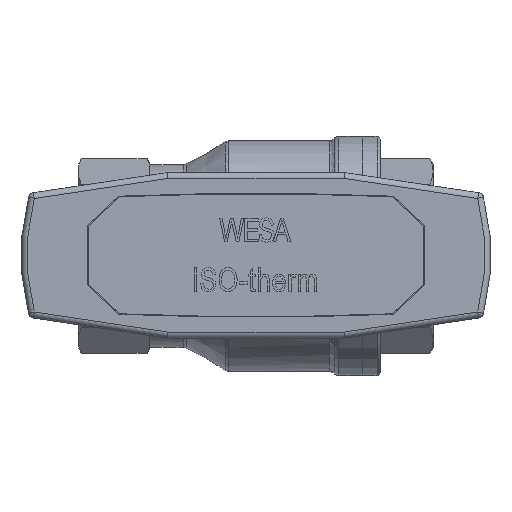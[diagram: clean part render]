
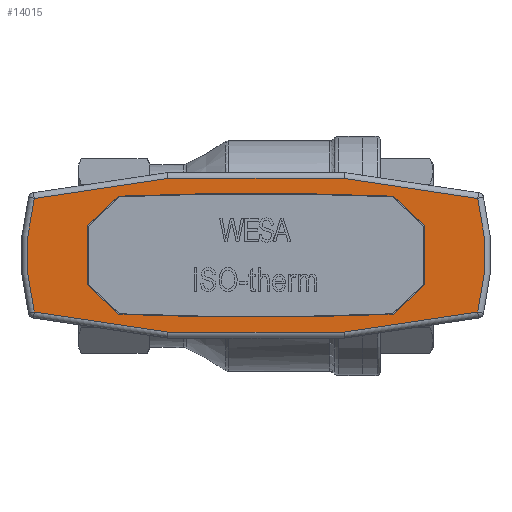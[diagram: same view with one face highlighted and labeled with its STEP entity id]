
A CAD part, top view. The second image highlights one B-rep face of the part: STEP entity #14015.
In plain terms, the highlighted planar face has unit normal (0, 0, 1).
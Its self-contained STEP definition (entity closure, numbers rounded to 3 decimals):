
#429=CIRCLE('',#16489,38.75);
#431=CIRCLE('',#16492,38.75);
#432=CIRCLE('',#16493,538.206);
#433=CIRCLE('',#16494,538.206);
#3638=ORIENTED_EDGE('',*,*,#6227,.F.);
#3639=ORIENTED_EDGE('',*,*,#6228,.F.);
#3640=ORIENTED_EDGE('',*,*,#6229,.T.);
#3641=ORIENTED_EDGE('',*,*,#6230,.T.);
#3642=ORIENTED_EDGE('',*,*,#6156,.T.);
#3643=ORIENTED_EDGE('',*,*,#6231,.T.);
#3644=ORIENTED_EDGE('',*,*,#6225,.T.);
#3645=ORIENTED_EDGE('',*,*,#6185,.F.);
#3646=ORIENTED_EDGE('',*,*,#6232,.T.);
#3647=ORIENTED_EDGE('',*,*,#6233,.F.);
#3648=ORIENTED_EDGE('',*,*,#6234,.F.);
#3649=ORIENTED_EDGE('',*,*,#6235,.F.);
#3650=ORIENTED_EDGE('',*,*,#6236,.F.);
#3651=ORIENTED_EDGE('',*,*,#6237,.F.);
#3652=ORIENTED_EDGE('',*,*,#6238,.F.);
#3653=ORIENTED_EDGE('',*,*,#6239,.F.);
#6156=EDGE_CURVE('',#7699,#7700,#9353,.T.);
#6185=EDGE_CURVE('',#7721,#7705,#9371,.T.);
#6225=EDGE_CURVE('',#7708,#7705,#429,.T.);
#6227=EDGE_CURVE('',#7744,#7721,#9403,.T.);
#6228=EDGE_CURVE('',#7745,#7744,#9404,.T.);
#6229=EDGE_CURVE('',#7745,#7746,#431,.T.);
#6230=EDGE_CURVE('',#7746,#7699,#9405,.T.);
#6231=EDGE_CURVE('',#7700,#7708,#9406,.T.);
#6232=EDGE_CURVE('',#7747,#7748,#432,.T.);
#6233=EDGE_CURVE('',#7749,#7748,#9407,.T.);
#6234=EDGE_CURVE('',#7750,#7749,#9408,.T.);
#6235=EDGE_CURVE('',#7751,#7750,#9409,.T.);
#6236=EDGE_CURVE('',#7752,#7751,#433,.T.);
#6237=EDGE_CURVE('',#7753,#7752,#9410,.T.);
#6238=EDGE_CURVE('',#7754,#7753,#9411,.T.);
#6239=EDGE_CURVE('',#7747,#7754,#9412,.T.);
#7699=VERTEX_POINT('',#23849);
#7700=VERTEX_POINT('',#23850);
#7705=VERTEX_POINT('',#23861);
#7708=VERTEX_POINT('',#23868);
#7721=VERTEX_POINT('',#23907);
#7744=VERTEX_POINT('',#23989);
#7745=VERTEX_POINT('',#23991);
#7746=VERTEX_POINT('',#23993);
#7747=VERTEX_POINT('',#23997);
#7748=VERTEX_POINT('',#23998);
#7749=VERTEX_POINT('',#24000);
#7750=VERTEX_POINT('',#24002);
#7751=VERTEX_POINT('',#24004);
#7752=VERTEX_POINT('',#24006);
#7753=VERTEX_POINT('',#24008);
#7754=VERTEX_POINT('',#24010);
#9353=LINE('',#23848,#10867);
#9371=LINE('',#23906,#10885);
#9403=LINE('',#23988,#10917);
#9404=LINE('',#23990,#10918);
#9405=LINE('',#23994,#10919);
#9406=LINE('',#23995,#10920);
#9407=LINE('',#23999,#10921);
#9408=LINE('',#24001,#10922);
#9409=LINE('',#24003,#10923);
#9410=LINE('',#24007,#10924);
#9411=LINE('',#24009,#10925);
#9412=LINE('',#24011,#10926);
#10867=VECTOR('',#19510,1000.);
#10885=VECTOR('',#19564,1000.);
#10917=VECTOR('',#19650,1000.);
#10918=VECTOR('',#19651,1000.);
#10919=VECTOR('',#19654,1000.);
#10920=VECTOR('',#19655,1000.);
#10921=VECTOR('',#19658,1000.);
#10922=VECTOR('',#19659,1000.);
#10923=VECTOR('',#19660,1000.);
#10924=VECTOR('',#19663,1000.);
#10925=VECTOR('',#19664,1000.);
#10926=VECTOR('',#19665,1000.);
#11666=EDGE_LOOP('',(#3638,#3639,#3640,#3641,#3642,#3643,#3644,#3645));
#11667=EDGE_LOOP('',(#3646,#3647,#3648,#3649,#3650,#3651,#3652,#3653));
#12568=FACE_BOUND('',#11666,.T.);
#12569=FACE_BOUND('',#11667,.T.);
#13398=PLANE('',#16491);
#14015=ADVANCED_FACE('',(#12568,#12569),#13398,.T.);
#16489=AXIS2_PLACEMENT_3D('',#23985,#19644,#19645);
#16491=AXIS2_PLACEMENT_3D('',#23987,#19648,#19649);
#16492=AXIS2_PLACEMENT_3D('',#23992,#19652,#19653);
#16493=AXIS2_PLACEMENT_3D('',#23996,#19656,#19657);
#16494=AXIS2_PLACEMENT_3D('',#24005,#19661,#19662);
#19510=DIRECTION('',(1.,0.,0.));
#19564=DIRECTION('',(0.989,-0.148,0.));
#19644=DIRECTION('',(0.,0.,1.));
#19645=DIRECTION('',(1.,0.,0.));
#19648=DIRECTION('',(0.,0.,1.));
#19649=DIRECTION('',(1.,0.,0.));
#19650=DIRECTION('',(1.,0.,0.));
#19651=DIRECTION('',(0.989,0.148,0.));
#19652=DIRECTION('',(0.,0.,1.));
#19653=DIRECTION('',(1.,0.,0.));
#19654=DIRECTION('',(0.989,-0.148,0.));
#19655=DIRECTION('',(0.989,0.148,0.));
#19656=DIRECTION('',(0.,0.,-1.));
#19657=DIRECTION('',(1.,0.,0.));
#19658=DIRECTION('',(0.728,-0.686,0.));
#19659=DIRECTION('',(0.,-1.,0.));
#19660=DIRECTION('',(-0.728,-0.686,0.));
#19661=DIRECTION('',(0.,0.,1.));
#19662=DIRECTION('',(1.,0.,0.));
#19663=DIRECTION('',(-0.728,0.686,0.));
#19664=DIRECTION('',(0.,1.,0.));
#19665=DIRECTION('',(0.728,0.686,0.));
#23848=CARTESIAN_POINT('',(-15.,-13.,48.));
#23849=CARTESIAN_POINT('',(-14.925,-13.,48.));
#23850=CARTESIAN_POINT('',(14.925,-13.,48.));
#23861=CARTESIAN_POINT('',(37.54,9.609,48.));
#23868=CARTESIAN_POINT('',(37.54,-9.609,48.));
#23906=CARTESIAN_POINT('',(4.164,14.614,48.));
#23907=CARTESIAN_POINT('',(14.925,13.,48.));
#23985=CARTESIAN_POINT('',(0.,0.,48.));
#23987=CARTESIAN_POINT('',(4.164,7.588,48.));
#23988=CARTESIAN_POINT('',(4.164,13.,48.));
#23989=CARTESIAN_POINT('',(-14.925,13.,48.));
#23990=CARTESIAN_POINT('',(4.164,15.863,48.));
#23991=CARTESIAN_POINT('',(-37.54,9.609,48.));
#23992=CARTESIAN_POINT('',(0.,0.,48.));
#23993=CARTESIAN_POINT('',(-37.54,-9.609,48.));
#23994=CARTESIAN_POINT('',(4.164,-15.863,48.));
#23995=CARTESIAN_POINT('',(4.164,-14.614,48.));
#23996=CARTESIAN_POINT('',(0.,527.706,48.));
#23997=CARTESIAN_POINT('',(23.194,-10.,48.));
#23998=CARTESIAN_POINT('',(-23.194,-10.,48.));
#23999=CARTESIAN_POINT('',(0.,-31.856,48.));
#24000=CARTESIAN_POINT('',(-28.5,-5.,48.));
#24001=CARTESIAN_POINT('',(-28.5,0.,48.));
#24002=CARTESIAN_POINT('',(-28.5,5.,48.));
#24003=CARTESIAN_POINT('',(0.,31.856,48.));
#24004=CARTESIAN_POINT('',(-23.194,10.,48.));
#24005=CARTESIAN_POINT('',(0.,-527.706,48.));
#24006=CARTESIAN_POINT('',(23.194,10.,48.));
#24007=CARTESIAN_POINT('',(0.,31.856,48.));
#24008=CARTESIAN_POINT('',(28.5,5.,48.));
#24009=CARTESIAN_POINT('',(28.5,0.,48.));
#24010=CARTESIAN_POINT('',(28.5,-5.,48.));
#24011=CARTESIAN_POINT('',(0.,-31.856,48.));
